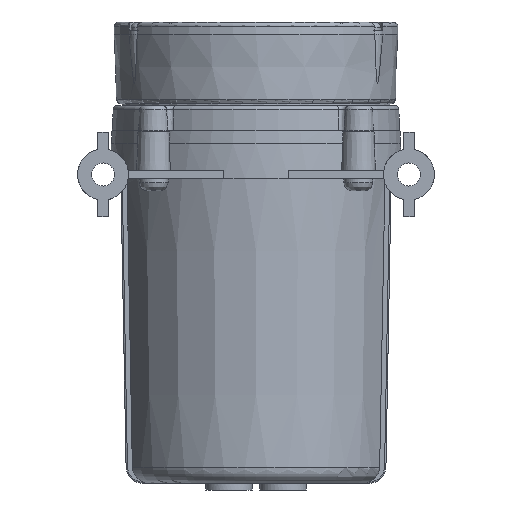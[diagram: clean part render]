
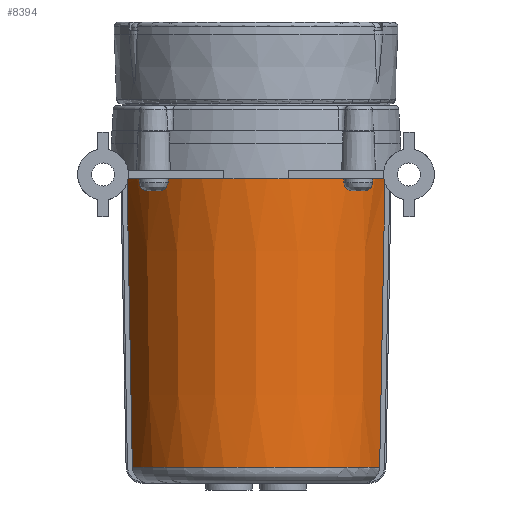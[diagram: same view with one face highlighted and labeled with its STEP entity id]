
A CAD part, front view. The second image highlights one B-rep face of the part: STEP entity #8394.
In plain terms, the highlighted conical face has half-angle 1 degrees and reference radius 25.4 mm.
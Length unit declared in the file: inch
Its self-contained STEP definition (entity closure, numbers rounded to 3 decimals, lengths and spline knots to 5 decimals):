
#1454=CARTESIAN_POINT('',(0.94008,-0.326,0.0));
#1455=VERTEX_POINT('',#1454);
#1462=CARTESIAN_POINT('',(0.94812,-0.3,-0.03122));
#1463=VERTEX_POINT('',#1462);
#1464=CARTESIAN_POINT('',(0.94812,-0.3,-0.03122));
#1465=CARTESIAN_POINT('',(0.94743,-0.3023,-0.02925));
#1466=CARTESIAN_POINT('',(0.94675,-0.30456,-0.0272));
#1467=CARTESIAN_POINT('',(0.94387,-0.31394,-0.01802));
#1468=CARTESIAN_POINT('',(0.94167,-0.3209,-0.00949));
#1469=CARTESIAN_POINT('',(0.94008,-0.326,0.));
#1470=B_SPLINE_CURVE_WITH_KNOTS('',3,(#1464,#1465,#1466,#1467,#1468,#1469),.UNSPECIFIED.,.F.,.U.,(4,2,4),(0.78883,0.81279,0.89122),.UNSPECIFIED.);
#1471=EDGE_CURVE('',#1463,#1455,#1470,.T.);
#2001=CARTESIAN_POINT('',(-0.94812,-0.3,-0.03122));
#2002=VERTEX_POINT('',#2001);
#2010=CARTESIAN_POINT('',(-0.94008,-0.326,0.0));
#2011=VERTEX_POINT('',#2010);
#2012=CARTESIAN_POINT('',(-0.94008,-0.326,0.));
#2013=CARTESIAN_POINT('',(-0.94167,-0.3209,-0.00949));
#2014=CARTESIAN_POINT('',(-0.94387,-0.31394,-0.01802));
#2015=CARTESIAN_POINT('',(-0.94675,-0.30456,-0.0272));
#2016=CARTESIAN_POINT('',(-0.94743,-0.3023,-0.02925));
#2017=CARTESIAN_POINT('',(-0.94812,-0.3,-0.03122));
#2018=B_SPLINE_CURVE_WITH_KNOTS('',3,(#2012,#2013,#2014,#2015,#2016,#2017),.UNSPECIFIED.,.F.,.U.,(4,2,4),(1.06931,1.14774,1.1717),.UNSPECIFIED.);
#2019=EDGE_CURVE('',#2011,#2002,#2018,.T.);
#4783=CARTESIAN_POINT('',(0.0,0.0,0.0));
#4784=DIRECTION('',(0.0,0.0,-1.0));
#4785=DIRECTION('',(-1.0,0.0,0.0));
#4786=AXIS2_PLACEMENT_3D('',#4783,#4784,#4785);
#4787=CIRCLE('',#4786,0.995);
#4788=EDGE_CURVE('',#1455,#2011,#4787,.T.);
#7589=CARTESIAN_POINT('',(-0.90977,-0.3,-2.12209));
#7590=VERTEX_POINT('',#7589);
#7602=CARTESIAN_POINT('',(-0.94812,-0.3,-0.03122));
#7603=CARTESIAN_POINT('',(-0.9351,-0.3,-0.74271));
#7604=CARTESIAN_POINT('',(-0.92232,-0.3,-1.4394));
#7605=CARTESIAN_POINT('',(-0.90977,-0.3,-2.12209));
#7606=B_SPLINE_CURVE_WITH_KNOTS('',3,(#7602,#7603,#7604,#7605),.UNSPECIFIED.,.F.,.U.,(4,4),(0.0776,5.38468),.UNSPECIFIED.);
#7607=EDGE_CURVE('',#2002,#7590,#7606,.T.);
#8348=CARTESIAN_POINT('',(0.90977,-0.3,-2.12209));
#8349=VERTEX_POINT('',#8348);
#8361=CARTESIAN_POINT('',(0.,0.0,-2.12209));
#8362=DIRECTION('',(0.0,0.0,-1.0));
#8363=DIRECTION('',(-0.094,-0.996,0.0));
#8364=AXIS2_PLACEMENT_3D('',#8361,#8362,#8363);
#8365=CIRCLE('',#8364,0.95796);
#8366=EDGE_CURVE('',#8349,#7590,#8365,.T.);
#8375=CARTESIAN_POINT('',(0.0,0.0,0.28645));
#8376=DIRECTION('',(0.0,0.0,1.0));
#8377=DIRECTION('',(-1.0,0.0,0.0));
#8378=AXIS2_PLACEMENT_3D('',#8375,#8376,#8377);
#8379=CONICAL_SURFACE('',#8378,1.0,1.0);
#8380=ORIENTED_EDGE('',*,*,#8366,.F.);
#8381=CARTESIAN_POINT('',(0.90977,-0.3,-2.12209));
#8382=CARTESIAN_POINT('',(0.92232,-0.3,-1.4394));
#8383=CARTESIAN_POINT('',(0.9351,-0.3,-0.74271));
#8384=CARTESIAN_POINT('',(0.94812,-0.3,-0.03122));
#8385=B_SPLINE_CURVE_WITH_KNOTS('',3,(#8381,#8382,#8383,#8384),.UNSPECIFIED.,.F.,.U.,(4,4),(0.30588,5.61295),.UNSPECIFIED.);
#8386=EDGE_CURVE('',#8349,#1463,#8385,.T.);
#8387=ORIENTED_EDGE('',*,*,#8386,.T.);
#8388=ORIENTED_EDGE('',*,*,#1471,.T.);
#8389=ORIENTED_EDGE('',*,*,#4788,.T.);
#8390=ORIENTED_EDGE('',*,*,#2019,.T.);
#8391=ORIENTED_EDGE('',*,*,#7607,.T.);
#8392=EDGE_LOOP('',(#8380,#8387,#8388,#8389,#8390,#8391));
#8393=FACE_OUTER_BOUND('',#8392,.T.);
#8394=ADVANCED_FACE('',(#8393),#8379,.T.);
